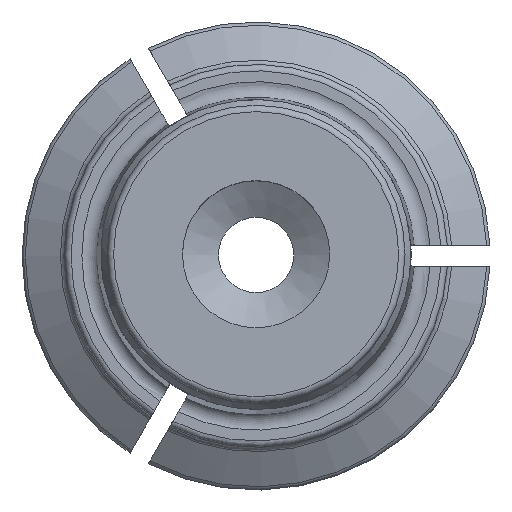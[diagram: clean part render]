
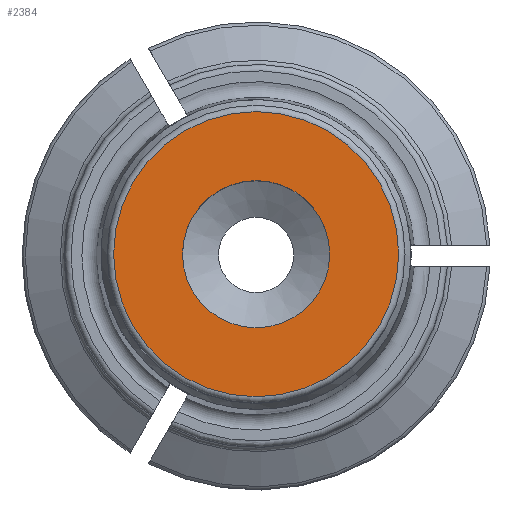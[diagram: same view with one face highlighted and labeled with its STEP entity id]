
A CAD part, top view. The second image highlights one B-rep face of the part: STEP entity #2384.
In plain terms, the highlighted planar face has unit normal (0, 0, 1).
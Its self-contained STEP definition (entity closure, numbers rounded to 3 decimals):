
#23=PLANE('',#2517);
#412=ORIENTED_EDGE('',*,*,#890,.T.);
#413=ORIENTED_EDGE('',*,*,#912,.T.);
#890=EDGE_CURVE('',#1141,#1141,#1285,.T.);
#912=EDGE_CURVE('',#1158,#1158,#1295,.T.);
#1141=VERTEX_POINT('',#3394);
#1158=VERTEX_POINT('',#3461);
#1285=CIRCLE('',#2500,6.7);
#1295=CIRCLE('',#2518,3.459);
#1399=EDGE_LOOP('',(#412));
#1400=EDGE_LOOP('',(#413));
#1523=FACE_BOUND('',#1399,.T.);
#1524=FACE_BOUND('',#1400,.T.);
#2384=ADVANCED_FACE('',(#1523,#1524),#23,.T.);
#2500=AXIS2_PLACEMENT_3D('',#3393,#2758,#2759);
#2517=AXIS2_PLACEMENT_3D('',#3459,#2798,#2799);
#2518=AXIS2_PLACEMENT_3D('',#3460,#2800,#2801);
#2758=DIRECTION('',(0.,0.,1.));
#2759=DIRECTION('',(1.,0.,0.));
#2798=DIRECTION('',(0.,0.,1.));
#2799=DIRECTION('',(1.,0.,0.));
#2800=DIRECTION('',(0.,0.,-1.));
#2801=DIRECTION('',(0.,-1.,0.));
#3393=CARTESIAN_POINT('',(0.,0.,50.5));
#3394=CARTESIAN_POINT('',(6.7,0.,50.5));
#3459=CARTESIAN_POINT('',(0.,0.,50.5));
#3460=CARTESIAN_POINT('',(0.,0.,50.5));
#3461=CARTESIAN_POINT('',(0.,-3.459,50.5));
